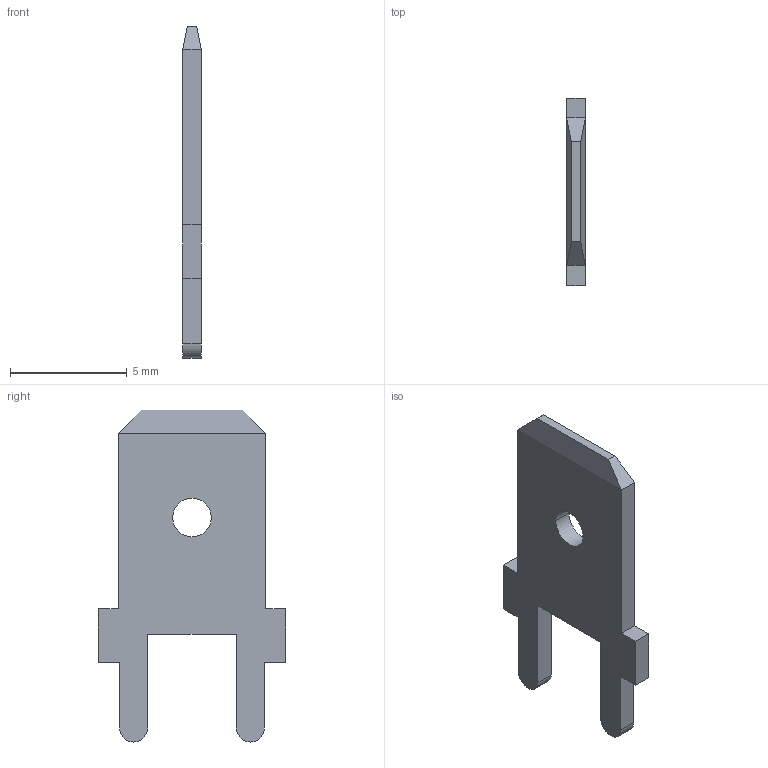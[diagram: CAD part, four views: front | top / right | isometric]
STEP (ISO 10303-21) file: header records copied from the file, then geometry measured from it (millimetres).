
FILE_DESCRIPTION(('CATIA V6 STEP','CAx-IF Rec.Pracs.--- Composite Materials ---3.4---2017-06-13'),'2;1');
FILE_NAME('ResultFile.step','2021-05-04T07:51:06+00:00',('none'),('none'),'3DEXPERIENCE Platform3DEXPERIENCE R2021x HotFix 5','3DEXPERIENCE Platform STEP AP203 v2','none');
FILE_SCHEMA(('CONFIG_CONTROL_DESIGN'));
Length unit declared in the file: millimetre
Products named in the file (1): ResultFile
Bounding box: 0.8 x 8 x 14.2 mm (x, y, z)
Volume: 56.7 mm3; surface area: 197.5 mm2
Topology: 2 solids, 2 shells, 26 faces, 66 edges, 44 vertices
Faces by surface type: plane 22, cylinder 4
Entity records: 776 total; most frequent: CARTESIAN_POINT 137, ORIENTED_EDGE 132, DIRECTION 112, EDGE_CURVE 66, VECTOR 56, LINE 56, VERTEX_POINT 44, AXIS2_PLACEMENT_3D 33
